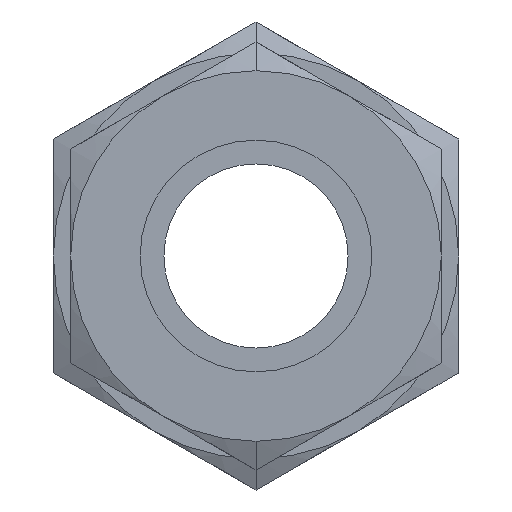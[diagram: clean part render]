
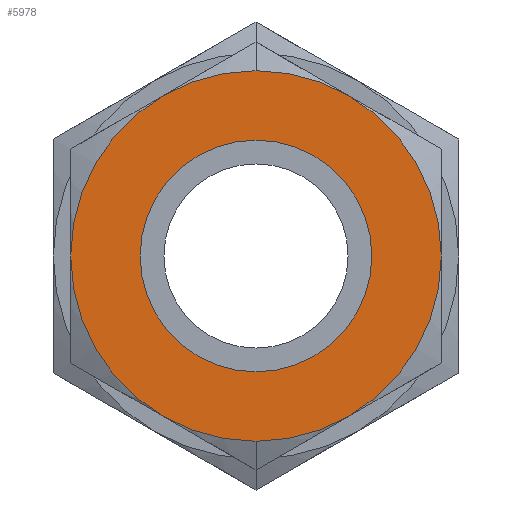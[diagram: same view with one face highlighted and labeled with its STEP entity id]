
A CAD part, left-side view. The second image highlights one B-rep face of the part: STEP entity #5978.
In plain terms, the highlighted planar face has unit normal (-1, 0, 0).
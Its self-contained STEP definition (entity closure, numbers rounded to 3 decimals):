
#120 = AXIS2_PLACEMENT_3D ( 'NONE', #3172, #4848, #8600 ) ;
#268 = CARTESIAN_POINT ( 'NONE',  ( 0., 0., 8. ) ) ;
#349 = CIRCLE ( 'NONE', #7813, 16. ) ;
#728 = CARTESIAN_POINT ( 'NONE',  ( 0., 0., -10. ) ) ;
#775 = ORIENTED_EDGE ( 'NONE', *, *, #3985, .F. ) ;
#964 = DIRECTION ( 'NONE',  ( -1., 0., 0. ) ) ;
#975 = CARTESIAN_POINT ( 'NONE',  ( 0., 0., 10. ) ) ;
#1480 = AXIS2_PLACEMENT_3D ( 'NONE', #8682, #6315, #7921 ) ;
#2114 = CIRCLE ( 'NONE', #1480, 10. ) ;
#2730 = CARTESIAN_POINT ( 'NONE',  ( 0., 0., 0. ) ) ;
#2827 = DIRECTION ( 'NONE',  ( 1., 0., 0. ) ) ;
#3024 = CARTESIAN_POINT ( 'NONE',  ( 0., 0., -16. ) ) ;
#3172 = CARTESIAN_POINT ( 'NONE',  ( 0., 0., 0. ) ) ;
#3237 = ORIENTED_EDGE ( 'NONE', *, *, #5306, .T. ) ;
#3417 = FACE_BOUND ( 'NONE', #8990, .T. ) ;
#3598 = CIRCLE ( 'NONE', #120, 10. ) ;
#3867 = CIRCLE ( 'NONE', #5123, 16. ) ;
#3985 = EDGE_CURVE ( 'NONE', #5267, #4194, #349, .T. ) ;
#4085 = EDGE_LOOP ( 'NONE', ( #9357, #775 ) ) ;
#4194 = VERTEX_POINT ( 'NONE', #5951 ) ;
#4815 = ORIENTED_EDGE ( 'NONE', *, *, #9522, .T. ) ;
#4848 = DIRECTION ( 'NONE',  ( 1., 0., 0. ) ) ;
#5123 = AXIS2_PLACEMENT_3D ( 'NONE', #2730, #2827, #5754 ) ;
#5267 = VERTEX_POINT ( 'NONE', #3024 ) ;
#5306 = EDGE_CURVE ( 'NONE', #6471, #6592, #3598, .T. ) ;
#5375 = DIRECTION ( 'NONE',  ( 1., 0., 0. ) ) ;
#5754 = DIRECTION ( 'NONE',  ( 0., 0., 1. ) ) ;
#5951 = CARTESIAN_POINT ( 'NONE',  ( 0., 0., 16. ) ) ;
#5978 = ADVANCED_FACE ( 'NONE', ( #3417, #6981 ), #6318, .T. ) ;
#6292 = AXIS2_PLACEMENT_3D ( 'NONE', #268, #964, #8584 ) ;
#6315 = DIRECTION ( 'NONE',  ( 1., 0., 0. ) ) ;
#6318 = PLANE ( 'NONE',  #6292 ) ;
#6471 = VERTEX_POINT ( 'NONE', #728 ) ;
#6592 = VERTEX_POINT ( 'NONE', #975 ) ;
#6981 = FACE_OUTER_BOUND ( 'NONE', #4085, .T. ) ;
#7014 = CARTESIAN_POINT ( 'NONE',  ( 0., 0., 0. ) ) ;
#7813 = AXIS2_PLACEMENT_3D ( 'NONE', #7014, #5375, #9119 ) ;
#7921 = DIRECTION ( 'NONE',  ( 0., 0., 1. ) ) ;
#8584 = DIRECTION ( 'NONE',  ( 0., 0., 1. ) ) ;
#8600 = DIRECTION ( 'NONE',  ( 0., 0., -1. ) ) ;
#8682 = CARTESIAN_POINT ( 'NONE',  ( 0., 0., 0. ) ) ;
#8990 = EDGE_LOOP ( 'NONE', ( #3237, #4815 ) ) ;
#9119 = DIRECTION ( 'NONE',  ( 0., 0., -1. ) ) ;
#9194 = EDGE_CURVE ( 'NONE', #4194, #5267, #3867, .T. ) ;
#9357 = ORIENTED_EDGE ( 'NONE', *, *, #9194, .F. ) ;
#9522 = EDGE_CURVE ( 'NONE', #6592, #6471, #2114, .T. ) ;
